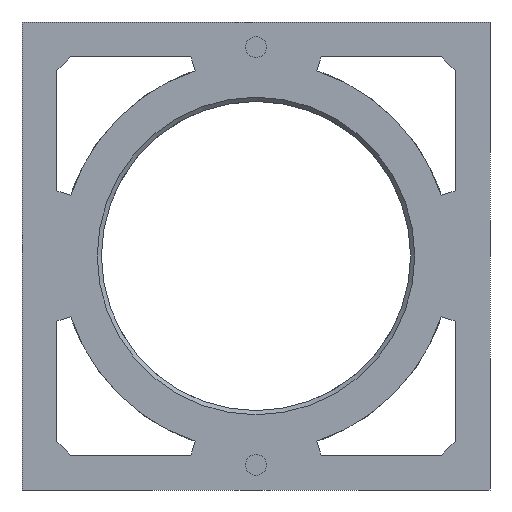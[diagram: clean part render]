
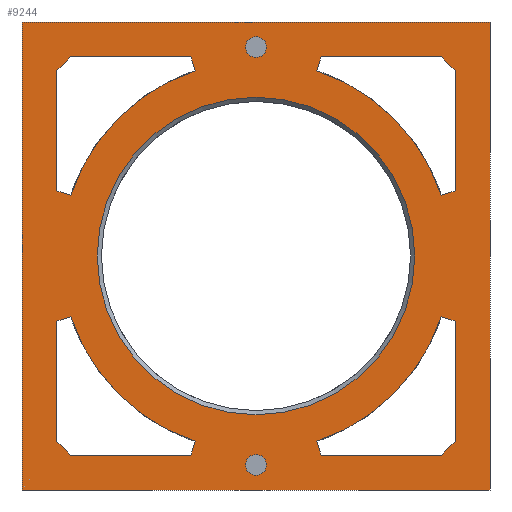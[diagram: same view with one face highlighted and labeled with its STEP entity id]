
A CAD part, left-side view. The second image highlights one B-rep face of the part: STEP entity #9244.
In plain terms, the highlighted planar face has unit normal (-1, 0, 0).
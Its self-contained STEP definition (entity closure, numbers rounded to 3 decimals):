
#60=CARTESIAN_POINT('',(-177.3,-0.75,15.));
#61=VERTEX_POINT('',#60);
#62=CARTESIAN_POINT('',(-177.3,-0.,15.));
#63=DIRECTION('',(-1.,0.,0.));
#64=DIRECTION('',(0.,-1.,0.));
#65=AXIS2_PLACEMENT_3D('',#62,#63,#64);
#66=CIRCLE('',#65,0.75);
#67=EDGE_CURVE('',#61,#61,#66,.T.);
#8234=CARTESIAN_POINT('',(-177.3,-16.8,-16.8));
#8235=VERTEX_POINT('',#8234);
#8242=CARTESIAN_POINT('',(-177.3,16.8,-16.8));
#8243=VERTEX_POINT('',#8242);
#8244=CARTESIAN_POINT('',(-177.3,16.8,-16.8));
#8245=DIRECTION('',(0.,-1.,0.));
#8246=VECTOR('',#8245,33.6);
#8247=LINE('',#8244,#8246);
#8248=EDGE_CURVE('',#8243,#8235,#8247,.T.);
#8291=CARTESIAN_POINT('',(-177.3,16.8,16.8));
#8292=VERTEX_POINT('',#8291);
#8293=CARTESIAN_POINT('',(-177.3,16.8,-16.8));
#8294=DIRECTION('',(0.,0.,1.));
#8295=VECTOR('',#8294,33.6);
#8296=LINE('',#8293,#8295);
#8297=EDGE_CURVE('',#8243,#8292,#8296,.T.);
#8329=CARTESIAN_POINT('',(-177.3,-16.8,16.8));
#8330=VERTEX_POINT('',#8329);
#8356=CARTESIAN_POINT('',(-177.3,16.8,16.8));
#8357=DIRECTION('',(0.,-1.,0.));
#8358=VECTOR('',#8357,33.6);
#8359=LINE('',#8356,#8358);
#8360=EDGE_CURVE('',#8292,#8330,#8359,.T.);
#8429=CARTESIAN_POINT('',(-177.3,-16.8,-16.8));
#8430=DIRECTION('',(0.,0.,1.));
#8431=VECTOR('',#8430,33.6);
#8432=LINE('',#8429,#8431);
#8433=EDGE_CURVE('',#8235,#8330,#8432,.T.);
#8498=CARTESIAN_POINT('',(-177.3,-14.3,4.684));
#8499=VERTEX_POINT('',#8498);
#8506=CARTESIAN_POINT('',(-177.3,-14.3,13.3));
#8507=VERTEX_POINT('',#8506);
#8508=CARTESIAN_POINT('',(-177.3,-14.3,13.3));
#8509=DIRECTION('',(0.,0.,-1.));
#8510=VECTOR('',#8509,8.616);
#8511=LINE('',#8508,#8510);
#8512=EDGE_CURVE('',#8507,#8499,#8511,.T.);
#8532=CARTESIAN_POINT('',(-177.3,-13.3,14.3));
#8533=VERTEX_POINT('',#8532);
#8534=CARTESIAN_POINT('',(-177.3,-13.3,14.3));
#8535=DIRECTION('',(-0.,-0.707,-0.707));
#8536=VECTOR('',#8535,1.414);
#8537=LINE('',#8534,#8536);
#8538=EDGE_CURVE('',#8533,#8507,#8537,.T.);
#8564=CARTESIAN_POINT('',(-177.3,-4.684,14.3));
#8565=VERTEX_POINT('',#8564);
#8566=CARTESIAN_POINT('',(-177.3,-4.684,14.3));
#8567=DIRECTION('',(0.,-1.,-0.));
#8568=VECTOR('',#8567,8.616);
#8569=LINE('',#8566,#8568);
#8570=EDGE_CURVE('',#8565,#8533,#8569,.T.);
#8588=CARTESIAN_POINT('',(-177.3,-4.358,13.304));
#8589=VERTEX_POINT('',#8588);
#8590=CARTESIAN_POINT('',(-177.3,-4.358,13.304));
#8591=DIRECTION('',(0.,-0.311,0.95));
#8592=VECTOR('',#8591,1.048);
#8593=LINE('',#8590,#8592);
#8594=EDGE_CURVE('',#8589,#8565,#8593,.T.);
#8622=CARTESIAN_POINT('',(-177.3,-13.304,4.358));
#8623=VERTEX_POINT('',#8622);
#8624=CARTESIAN_POINT('',(-177.3,-0.,-0.));
#8625=DIRECTION('',(-1.,0.,0.));
#8626=DIRECTION('',(0.,-1.,0.));
#8627=AXIS2_PLACEMENT_3D('',#8624,#8625,#8626);
#8628=CIRCLE('',#8627,14.);
#8629=EDGE_CURVE('',#8623,#8589,#8628,.T.);
#8646=CARTESIAN_POINT('',(-177.3,-13.304,4.358));
#8647=DIRECTION('',(0.,-0.95,0.311));
#8648=VECTOR('',#8647,1.048);
#8649=LINE('',#8646,#8648);
#8650=EDGE_CURVE('',#8623,#8499,#8649,.T.);
#8665=CARTESIAN_POINT('',(-177.3,4.684,14.3));
#8666=VERTEX_POINT('',#8665);
#8673=CARTESIAN_POINT('',(-177.3,13.3,14.3));
#8674=VERTEX_POINT('',#8673);
#8675=CARTESIAN_POINT('',(-177.3,13.3,14.3));
#8676=DIRECTION('',(0.,-1.,-0.));
#8677=VECTOR('',#8676,8.616);
#8678=LINE('',#8675,#8677);
#8679=EDGE_CURVE('',#8674,#8666,#8678,.T.);
#8699=CARTESIAN_POINT('',(-177.3,14.3,13.3));
#8700=VERTEX_POINT('',#8699);
#8701=CARTESIAN_POINT('',(-177.3,14.3,13.3));
#8702=DIRECTION('',(-0.,-0.707,0.707));
#8703=VECTOR('',#8702,1.414);
#8704=LINE('',#8701,#8703);
#8705=EDGE_CURVE('',#8700,#8674,#8704,.T.);
#8731=CARTESIAN_POINT('',(-177.3,14.3,4.684));
#8732=VERTEX_POINT('',#8731);
#8733=CARTESIAN_POINT('',(-177.3,14.3,4.684));
#8734=DIRECTION('',(0.,-0.,1.));
#8735=VECTOR('',#8734,8.616);
#8736=LINE('',#8733,#8735);
#8737=EDGE_CURVE('',#8732,#8700,#8736,.T.);
#8755=CARTESIAN_POINT('',(-177.3,13.304,4.358));
#8756=VERTEX_POINT('',#8755);
#8757=CARTESIAN_POINT('',(-177.3,13.304,4.358));
#8758=DIRECTION('',(0.,0.95,0.311));
#8759=VECTOR('',#8758,1.048);
#8760=LINE('',#8757,#8759);
#8761=EDGE_CURVE('',#8756,#8732,#8760,.T.);
#8789=CARTESIAN_POINT('',(-177.3,4.358,13.304));
#8790=VERTEX_POINT('',#8789);
#8791=CARTESIAN_POINT('',(-177.3,-0.,-0.));
#8792=DIRECTION('',(-1.,0.,0.));
#8793=DIRECTION('',(0.,-1.,0.));
#8794=AXIS2_PLACEMENT_3D('',#8791,#8792,#8793);
#8795=CIRCLE('',#8794,14.);
#8796=EDGE_CURVE('',#8790,#8756,#8795,.T.);
#8813=CARTESIAN_POINT('',(-177.3,4.358,13.304));
#8814=DIRECTION('',(0.,0.311,0.95));
#8815=VECTOR('',#8814,1.048);
#8816=LINE('',#8813,#8815);
#8817=EDGE_CURVE('',#8790,#8666,#8816,.T.);
#8832=CARTESIAN_POINT('',(-177.3,-4.684,-14.3));
#8833=VERTEX_POINT('',#8832);
#8840=CARTESIAN_POINT('',(-177.3,-13.3,-14.3));
#8841=VERTEX_POINT('',#8840);
#8842=CARTESIAN_POINT('',(-177.3,-13.3,-14.3));
#8843=DIRECTION('',(0.,1.,0.));
#8844=VECTOR('',#8843,8.616);
#8845=LINE('',#8842,#8844);
#8846=EDGE_CURVE('',#8841,#8833,#8845,.T.);
#8866=CARTESIAN_POINT('',(-177.3,-14.3,-13.3));
#8867=VERTEX_POINT('',#8866);
#8868=CARTESIAN_POINT('',(-177.3,-14.3,-13.3));
#8869=DIRECTION('',(-0.,0.707,-0.707));
#8870=VECTOR('',#8869,1.414);
#8871=LINE('',#8868,#8870);
#8872=EDGE_CURVE('',#8867,#8841,#8871,.T.);
#8898=CARTESIAN_POINT('',(-177.3,-14.3,-4.684));
#8899=VERTEX_POINT('',#8898);
#8900=CARTESIAN_POINT('',(-177.3,-14.3,-4.684));
#8901=DIRECTION('',(0.,0.,-1.));
#8902=VECTOR('',#8901,8.616);
#8903=LINE('',#8900,#8902);
#8904=EDGE_CURVE('',#8899,#8867,#8903,.T.);
#8922=CARTESIAN_POINT('',(-177.3,-13.304,-4.358));
#8923=VERTEX_POINT('',#8922);
#8924=CARTESIAN_POINT('',(-177.3,-13.304,-4.358));
#8925=DIRECTION('',(0.,-0.95,-0.311));
#8926=VECTOR('',#8925,1.048);
#8927=LINE('',#8924,#8926);
#8928=EDGE_CURVE('',#8923,#8899,#8927,.T.);
#8956=CARTESIAN_POINT('',(-177.3,-4.358,-13.304));
#8957=VERTEX_POINT('',#8956);
#8958=CARTESIAN_POINT('',(-177.3,-0.,-0.));
#8959=DIRECTION('',(-1.,0.,0.));
#8960=DIRECTION('',(0.,-1.,0.));
#8961=AXIS2_PLACEMENT_3D('',#8958,#8959,#8960);
#8962=CIRCLE('',#8961,14.);
#8963=EDGE_CURVE('',#8957,#8923,#8962,.T.);
#8980=CARTESIAN_POINT('',(-177.3,-4.358,-13.304));
#8981=DIRECTION('',(0.,-0.311,-0.95));
#8982=VECTOR('',#8981,1.048);
#8983=LINE('',#8980,#8982);
#8984=EDGE_CURVE('',#8957,#8833,#8983,.T.);
#8999=CARTESIAN_POINT('',(-177.3,14.3,-4.684));
#9000=VERTEX_POINT('',#8999);
#9007=CARTESIAN_POINT('',(-177.3,14.3,-13.3));
#9008=VERTEX_POINT('',#9007);
#9009=CARTESIAN_POINT('',(-177.3,14.3,-13.3));
#9010=DIRECTION('',(0.,-0.,1.));
#9011=VECTOR('',#9010,8.616);
#9012=LINE('',#9009,#9011);
#9013=EDGE_CURVE('',#9008,#9000,#9012,.T.);
#9033=CARTESIAN_POINT('',(-177.3,13.3,-14.3));
#9034=VERTEX_POINT('',#9033);
#9035=CARTESIAN_POINT('',(-177.3,13.3,-14.3));
#9036=DIRECTION('',(-0.,0.707,0.707));
#9037=VECTOR('',#9036,1.414);
#9038=LINE('',#9035,#9037);
#9039=EDGE_CURVE('',#9034,#9008,#9038,.T.);
#9065=CARTESIAN_POINT('',(-177.3,4.684,-14.3));
#9066=VERTEX_POINT('',#9065);
#9067=CARTESIAN_POINT('',(-177.3,4.684,-14.3));
#9068=DIRECTION('',(0.,1.,0.));
#9069=VECTOR('',#9068,8.616);
#9070=LINE('',#9067,#9069);
#9071=EDGE_CURVE('',#9066,#9034,#9070,.T.);
#9089=CARTESIAN_POINT('',(-177.3,4.358,-13.304));
#9090=VERTEX_POINT('',#9089);
#9091=CARTESIAN_POINT('',(-177.3,4.358,-13.304));
#9092=DIRECTION('',(0.,0.311,-0.95));
#9093=VECTOR('',#9092,1.048);
#9094=LINE('',#9091,#9093);
#9095=EDGE_CURVE('',#9090,#9066,#9094,.T.);
#9123=CARTESIAN_POINT('',(-177.3,13.304,-4.358));
#9124=VERTEX_POINT('',#9123);
#9125=CARTESIAN_POINT('',(-177.3,-0.,-0.));
#9126=DIRECTION('',(-1.,0.,0.));
#9127=DIRECTION('',(0.,-1.,0.));
#9128=AXIS2_PLACEMENT_3D('',#9125,#9126,#9127);
#9129=CIRCLE('',#9128,14.);
#9130=EDGE_CURVE('',#9124,#9090,#9129,.T.);
#9147=CARTESIAN_POINT('',(-177.3,13.304,-4.358));
#9148=DIRECTION('',(0.,0.95,-0.311));
#9149=VECTOR('',#9148,1.048);
#9150=LINE('',#9147,#9149);
#9151=EDGE_CURVE('',#9124,#9000,#9150,.T.);
#9163=CARTESIAN_POINT('',(-177.3,-11.4,0.));
#9164=VERTEX_POINT('',#9163);
#9171=CARTESIAN_POINT('',(-177.3,-0.,0.));
#9172=DIRECTION('',(1.,-0.,-0.));
#9173=DIRECTION('',(0.,-1.,0.));
#9174=AXIS2_PLACEMENT_3D('',#9171,#9172,#9173);
#9175=CIRCLE('',#9174,11.4);
#9176=EDGE_CURVE('',#9164,#9164,#9175,.T.);
#9184=CARTESIAN_POINT('',(-177.3,-0.,0.));
#9185=DIRECTION('',(-1.,0.,0.));
#9186=DIRECTION('',(0.,-0.,-1.));
#9187=AXIS2_PLACEMENT_3D('',#9184,#9185,#9186);
#9188=PLANE('',#9187);
#9189=ORIENTED_EDGE('',*,*,#9176,.T.);
#9190=EDGE_LOOP('',(#9189));
#9191=FACE_BOUND('',#9190,.T.);
#9192=CARTESIAN_POINT('',(-177.3,-0.75,-15.));
#9193=VERTEX_POINT('',#9192);
#9194=CARTESIAN_POINT('',(-177.3,-0.,-15.));
#9195=DIRECTION('',(-1.,0.,0.));
#9196=DIRECTION('',(0.,-1.,0.));
#9197=AXIS2_PLACEMENT_3D('',#9194,#9195,#9196);
#9198=CIRCLE('',#9197,0.75);
#9199=EDGE_CURVE('',#9193,#9193,#9198,.T.);
#9200=ORIENTED_EDGE('',*,*,#9199,.F.);
#9201=EDGE_LOOP('',(#9200));
#9202=FACE_BOUND('',#9201,.T.);
#9203=ORIENTED_EDGE('',*,*,#67,.F.);
#9204=EDGE_LOOP('',(#9203));
#9205=FACE_BOUND('',#9204,.T.);
#9206=ORIENTED_EDGE('',*,*,#9151,.F.);
#9207=ORIENTED_EDGE('',*,*,#9130,.T.);
#9208=ORIENTED_EDGE('',*,*,#9095,.T.);
#9209=ORIENTED_EDGE('',*,*,#9071,.T.);
#9210=ORIENTED_EDGE('',*,*,#9039,.T.);
#9211=ORIENTED_EDGE('',*,*,#9013,.T.);
#9212=EDGE_LOOP('',(#9206,#9207,#9208,#9209,#9210,#9211));
#9213=FACE_BOUND('',#9212,.T.);
#9214=ORIENTED_EDGE('',*,*,#8984,.F.);
#9215=ORIENTED_EDGE('',*,*,#8963,.T.);
#9216=ORIENTED_EDGE('',*,*,#8928,.T.);
#9217=ORIENTED_EDGE('',*,*,#8904,.T.);
#9218=ORIENTED_EDGE('',*,*,#8872,.T.);
#9219=ORIENTED_EDGE('',*,*,#8846,.T.);
#9220=EDGE_LOOP('',(#9214,#9215,#9216,#9217,#9218,#9219));
#9221=FACE_BOUND('',#9220,.T.);
#9222=ORIENTED_EDGE('',*,*,#8817,.F.);
#9223=ORIENTED_EDGE('',*,*,#8796,.T.);
#9224=ORIENTED_EDGE('',*,*,#8761,.T.);
#9225=ORIENTED_EDGE('',*,*,#8737,.T.);
#9226=ORIENTED_EDGE('',*,*,#8705,.T.);
#9227=ORIENTED_EDGE('',*,*,#8679,.T.);
#9228=EDGE_LOOP('',(#9222,#9223,#9224,#9225,#9226,#9227));
#9229=FACE_BOUND('',#9228,.T.);
#9230=ORIENTED_EDGE('',*,*,#8650,.F.);
#9231=ORIENTED_EDGE('',*,*,#8629,.T.);
#9232=ORIENTED_EDGE('',*,*,#8594,.T.);
#9233=ORIENTED_EDGE('',*,*,#8570,.T.);
#9234=ORIENTED_EDGE('',*,*,#8538,.T.);
#9235=ORIENTED_EDGE('',*,*,#8512,.T.);
#9236=EDGE_LOOP('',(#9230,#9231,#9232,#9233,#9234,#9235));
#9237=FACE_BOUND('',#9236,.T.);
#9238=ORIENTED_EDGE('',*,*,#8433,.T.);
#9239=ORIENTED_EDGE('',*,*,#8360,.F.);
#9240=ORIENTED_EDGE('',*,*,#8297,.F.);
#9241=ORIENTED_EDGE('',*,*,#8248,.T.);
#9242=EDGE_LOOP('',(#9238,#9239,#9240,#9241));
#9243=FACE_BOUND('',#9242,.T.);
#9244=ADVANCED_FACE('',(#9191,#9202,#9205,#9213,#9221,#9229,#9237,#9243),#9188,.T.);
